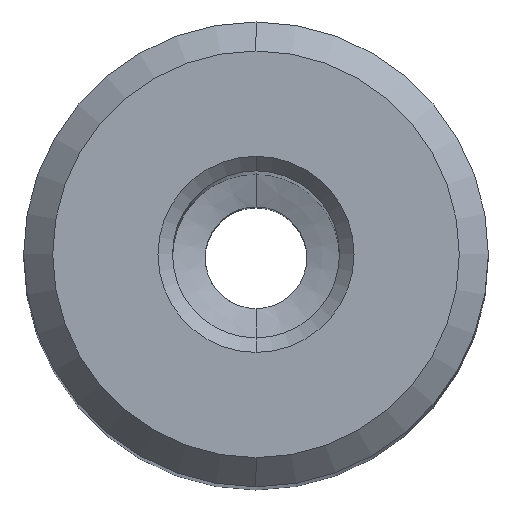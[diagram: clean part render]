
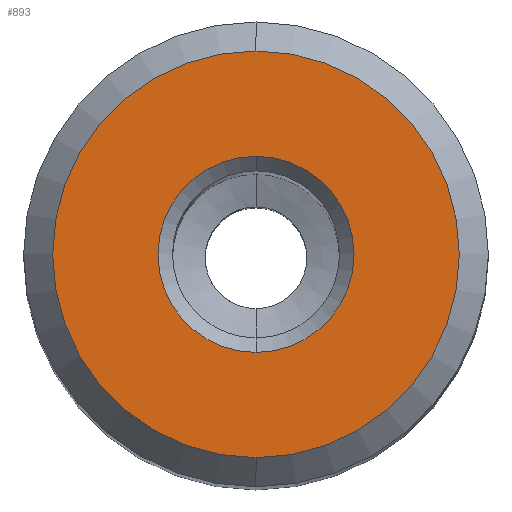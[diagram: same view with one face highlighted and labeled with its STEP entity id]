
A CAD part, top view. The second image highlights one B-rep face of the part: STEP entity #893.
In plain terms, the highlighted planar face has unit normal (0, 0, 1).
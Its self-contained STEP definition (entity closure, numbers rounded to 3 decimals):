
#461=VERTEX_POINT('NONE',#1186);
#479=VERTEX_POINT('NONE',#1204);
#789=EDGE_CURVE('NONE',#479,#883,#1547,.T.);
#883=VERTEX_POINT('NONE',#1654);
#893=ADVANCED_FACE('NONE',(#1664,#1665),#1666,.F.);
#905=EDGE_CURVE('NONE',#1043,#461,#1681,.T.);
#971=EDGE_CURVE('NONE',#461,#1043,#1759,.T.);
#1043=VERTEX_POINT('NONE',#1843);
#1045=EDGE_CURVE('NONE',#883,#479,#1845,.T.);
#1186=CARTESIAN_POINT('',(0.0,-7.,0.0));
#1204=CARTESIAN_POINT('',(0.,-3.375,0.0));
#1547=CIRCLE('',#2594,3.375);
#1654=CARTESIAN_POINT('',(0.0,3.375,0.0));
#1664=FACE_OUTER_BOUND('',#2775,.T.);
#1665=FACE_BOUND('',#2776,.T.);
#1666=PLANE('',#2777);
#1681=CIRCLE('',#2794,7.);
#1759=CIRCLE('',#2985,7.);
#1843=CARTESIAN_POINT('',(0.,7.,0.0));
#1845=CIRCLE('',#3126,3.375);
#2594=AXIS2_PLACEMENT_3D('',#3692,#3693,#3694);
#2775=EDGE_LOOP('',(#3842,#3843));
#2776=EDGE_LOOP('',(#3844,#3845));
#2777=AXIS2_PLACEMENT_3D('',#3846,#3847,#3848);
#2794=AXIS2_PLACEMENT_3D('',#3874,#3875,#3876);
#2985=AXIS2_PLACEMENT_3D('',#3978,#3979,#3980);
#3126=AXIS2_PLACEMENT_3D('',#4089,#4090,#4091);
#3692=CARTESIAN_POINT('',(0.0,0.0,0.0));
#3693=DIRECTION('',(0.0,-0.0,1.0));
#3694=DIRECTION('',(0.0,1.0,0.0));
#3842=ORIENTED_EDGE('',*,*,#971,.T.);
#3843=ORIENTED_EDGE('',*,*,#905,.T.);
#3844=ORIENTED_EDGE('',*,*,#1045,.F.);
#3845=ORIENTED_EDGE('',*,*,#789,.F.);
#3846=CARTESIAN_POINT('',(-3.375,0.0,0.0));
#3847=DIRECTION('',(0.0,0.0,-1.0));
#3848=DIRECTION('',(-1.0,0.0,0.0));
#3874=CARTESIAN_POINT('',(0.0,0.0,0.0));
#3875=DIRECTION('',(0.0,-0.0,1.0));
#3876=DIRECTION('',(0.0,1.0,0.0));
#3978=CARTESIAN_POINT('',(0.0,0.0,0.0));
#3979=DIRECTION('',(0.0,-0.0,1.0));
#3980=DIRECTION('',(0.0,1.0,0.0));
#4089=CARTESIAN_POINT('',(0.0,0.0,0.0));
#4090=DIRECTION('',(0.0,-0.0,1.0));
#4091=DIRECTION('',(0.0,1.0,0.0));
